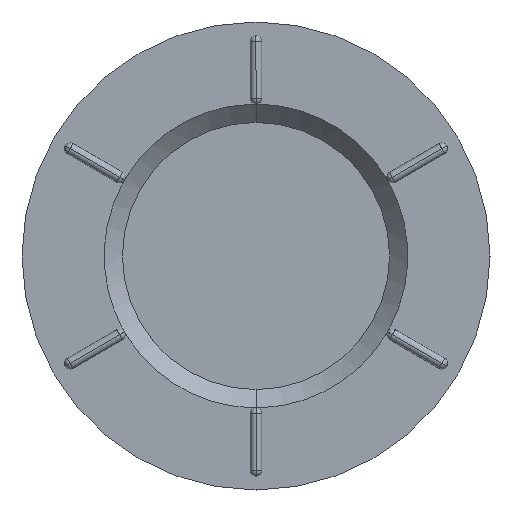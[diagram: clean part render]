
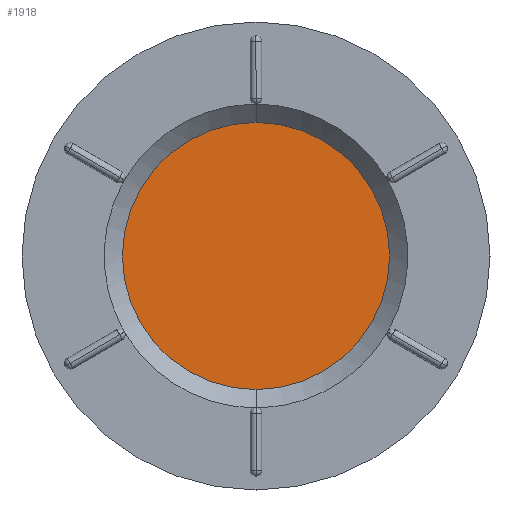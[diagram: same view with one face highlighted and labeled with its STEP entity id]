
A CAD part, front view. The second image highlights one B-rep face of the part: STEP entity #1918.
In plain terms, the highlighted planar face has unit normal (0, -1, 0).
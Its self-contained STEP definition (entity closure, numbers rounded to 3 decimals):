
#114 = CARTESIAN_POINT ( 'NONE',  ( 0., 4., -7.25 ) ) ;
#414 = CIRCLE ( 'NONE', #1430, 7.25 ) ;
#502 = DIRECTION ( 'NONE',  ( 0., -1., 0. ) ) ;
#736 = DIRECTION ( 'NONE',  ( 0., -1., 0. ) ) ;
#1011 = ORIENTED_EDGE ( 'NONE', *, *, #3227, .T. ) ;
#1072 = DIRECTION ( 'NONE',  ( 0., 1., 0. ) ) ;
#1116 = EDGE_CURVE ( 'NONE', #2787, #2621, #1834, .T. ) ;
#1329 = CARTESIAN_POINT ( 'NONE',  ( 0., 4., 0. ) ) ;
#1430 = AXIS2_PLACEMENT_3D ( 'NONE', #1329, #736, #2835 ) ;
#1525 = FACE_OUTER_BOUND ( 'NONE', #2180, .T. ) ;
#1754 = ORIENTED_EDGE ( 'NONE', *, *, #1116, .T. ) ;
#1834 = CIRCLE ( 'NONE', #3524, 7.25 ) ;
#1918 = ADVANCED_FACE ( 'NONE', ( #1525 ), #2044, .F. ) ;
#2001 = CARTESIAN_POINT ( 'NONE',  ( 0., 4., 0. ) ) ;
#2044 = PLANE ( 'NONE',  #2512 ) ;
#2180 = EDGE_LOOP ( 'NONE', ( #1754, #1011 ) ) ;
#2275 = DIRECTION ( 'NONE',  ( 0., 0., 1. ) ) ;
#2339 = CARTESIAN_POINT ( 'NONE',  ( 0., 4., 0. ) ) ;
#2512 = AXIS2_PLACEMENT_3D ( 'NONE', #2001, #1072, #2275 ) ;
#2621 = VERTEX_POINT ( 'NONE', #2826 ) ;
#2787 = VERTEX_POINT ( 'NONE', #114 ) ;
#2826 = CARTESIAN_POINT ( 'NONE',  ( 0., 4., 7.25 ) ) ;
#2835 = DIRECTION ( 'NONE',  ( 0., 0., -1. ) ) ;
#3227 = EDGE_CURVE ( 'NONE', #2621, #2787, #414, .T. ) ;
#3524 = AXIS2_PLACEMENT_3D ( 'NONE', #2339, #502, #3567 ) ;
#3567 = DIRECTION ( 'NONE',  ( 0., 0., -1. ) ) ;
